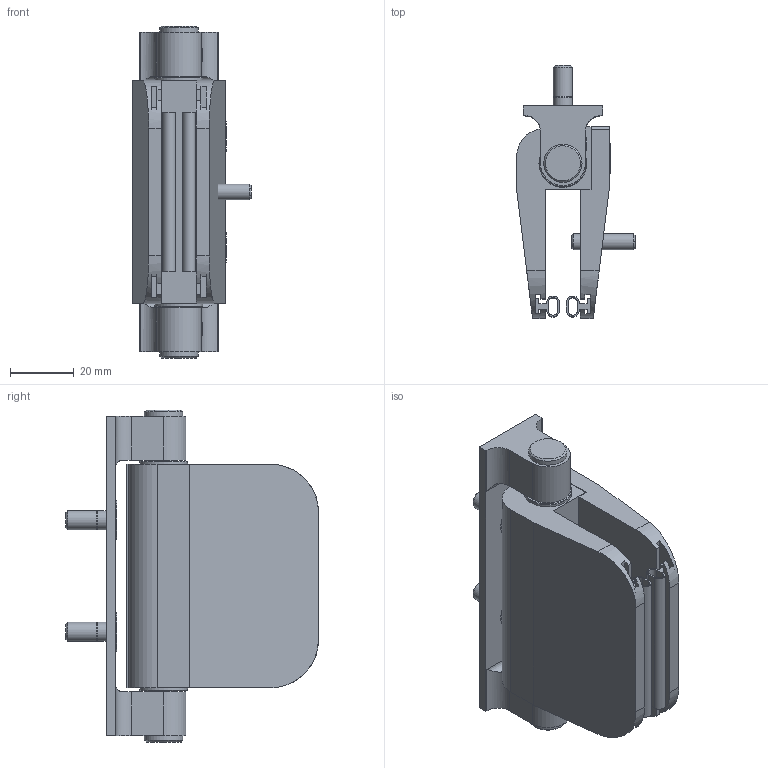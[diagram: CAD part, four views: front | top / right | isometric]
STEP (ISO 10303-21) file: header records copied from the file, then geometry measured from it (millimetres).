
FILE_DESCRIPTION(/* description */ ('CERNIERA PER PANNELLI SP10 PROT.A VISTA'),/* implementation_level */ '2;1');
FILE_NAME(/* name */ 'CCRYY0000035.stp',/* time_stamp */ '2022-12-07T14:05:27+01:00',/* author */ ('tecnico7'),/* organization */ (''),/* preprocessor_version */ 'ST-DEVELOPER v18.1',/* originating_system */ 'Autodesk Inventor 2022',/* authorisation */ '');
FILE_SCHEMA (('AUTOMOTIVE_DESIGN { 1 0 10303 214 3 1 1 }'));
Length unit declared in the file: millimetre
Products named in the file (11): CCRYY0000035; DCRAD0000002; DPSXX0000131; DPSXX0000128; CPEYY0000001; CBOYY0000004; CVIGP0000013; CVISV0000051; CVIGU0000003; CVISV0000069; CGUYY0000001
Assembly tree (16 placements, depth 2):
  CCRYY0000035
    DCRAD0000002
    DPSXX0000131
    DPSXX0000128
    CPEYY0000001  x2
    CBOYY0000004  x2
    CVIGP0000013  x2
    CVISV0000051  x2
    CVIGU0000003
    CVISV0000069  x2
    CGUYY0000001  x2
Bounding box: 37.2 x 79.2 x 104 mm (x, y, z)
Volume: 90361.6 mm3; surface area: 43953.4 mm2
Topology: 16 solids, 16 shells, 265 faces, 621 edges, 394 vertices
Faces by surface type: plane 160, cylinder 61, cone 40, bspline 4
Full cylindrical faces by diameter (mm): 2 x2, 3.688 x1, 4.134 x4, 5 x5, 5.5 x2, 6 x4, 8 x6, 9.43 x2, 10.5 x2, 11 x4, 12 x4, 15 x2
Entity records: 6232 total; most frequent: CARTESIAN_POINT 1459, DIRECTION 943, ORIENTED_EDGE 862, EDGE_CURVE 431, AXIS2_PLACEMENT_3D 332, VERTEX_POINT 280, LINE 279, VECTOR 279
